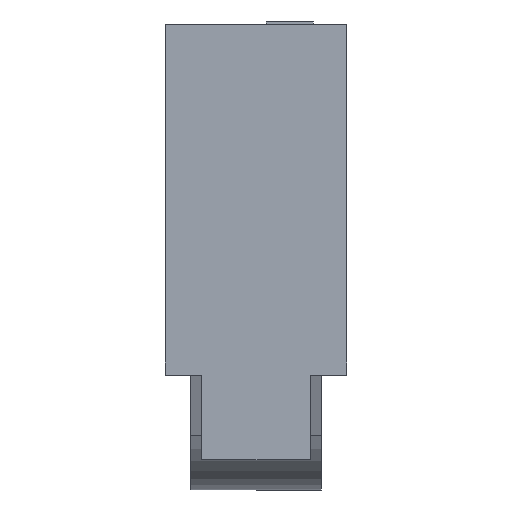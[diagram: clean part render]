
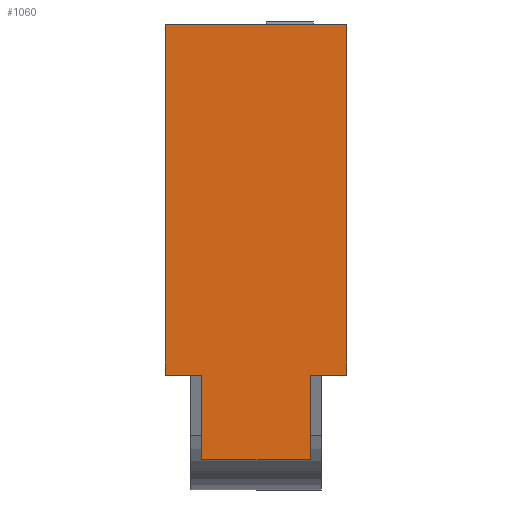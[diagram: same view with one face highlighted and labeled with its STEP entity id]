
A CAD part, left-side view. The second image highlights one B-rep face of the part: STEP entity #1060.
In plain terms, the highlighted planar face has unit normal (-1, 0, 0).
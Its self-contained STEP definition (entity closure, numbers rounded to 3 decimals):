
#374=CARTESIAN_POINT('',(-131.7,-5.6,-8.1));
#375=VERTEX_POINT('',#374);
#392=CARTESIAN_POINT('',(-131.7,-5.6,0.7));
#393=VERTEX_POINT('',#392);
#400=CARTESIAN_POINT('',(-131.7,-5.6,0.7));
#401=DIRECTION('',(0.0,0.0,-1.0));
#402=VECTOR('',#401,8.8);
#403=LINE('',#400,#402);
#404=EDGE_CURVE('',#393,#375,#403,.T.);
#445=CARTESIAN_POINT('',(-131.7,5.6,-8.1));
#446=VERTEX_POINT('',#445);
#453=CARTESIAN_POINT('',(-131.7,5.6,0.7));
#454=VERTEX_POINT('',#453);
#455=CARTESIAN_POINT('',(-131.7,5.6,0.7));
#456=DIRECTION('',(0.0,0.0,-1.0));
#457=VECTOR('',#456,8.8);
#458=LINE('',#455,#457);
#459=EDGE_CURVE('',#454,#446,#458,.T.);
#476=CARTESIAN_POINT('',(-131.7,5.6,-8.1));
#477=DIRECTION('',(0.0,-1.0,0.0));
#478=VECTOR('',#477,11.2);
#479=LINE('',#476,#478);
#480=EDGE_CURVE('',#446,#375,#479,.T.);
#496=CARTESIAN_POINT('',(-131.7,9.4,0.7));
#497=VERTEX_POINT('',#496);
#498=CARTESIAN_POINT('',(-131.7,5.6,0.7));
#499=DIRECTION('',(0.0,1.0,0.0));
#500=VECTOR('',#499,3.8);
#501=LINE('',#498,#500);
#502=EDGE_CURVE('',#454,#497,#501,.T.);
#536=CARTESIAN_POINT('',(-131.7,-9.4,0.7));
#537=VERTEX_POINT('',#536);
#544=CARTESIAN_POINT('',(-131.7,-9.4,0.7));
#545=DIRECTION('',(0.0,1.0,0.0));
#546=VECTOR('',#545,3.8);
#547=LINE('',#544,#546);
#548=EDGE_CURVE('',#537,#393,#547,.T.);
#997=CARTESIAN_POINT('',(-131.7,-9.4,37.));
#998=VERTEX_POINT('',#997);
#1005=CARTESIAN_POINT('',(-131.7,-9.4,0.7));
#1006=DIRECTION('',(0.0,0.0,1.0));
#1007=VECTOR('',#1006,36.3);
#1008=LINE('',#1005,#1007);
#1009=EDGE_CURVE('',#537,#998,#1008,.T.);
#1033=CARTESIAN_POINT('',(-131.7,0.0,37.));
#1034=DIRECTION('',(-1.0,0.0,0.0));
#1035=DIRECTION('',(0.0,0.0,1.0));
#1036=AXIS2_PLACEMENT_3D('',#1033,#1034,#1035);
#1037=PLANE('',#1036);
#1038=CARTESIAN_POINT('',(-131.7,9.4,37.));
#1039=VERTEX_POINT('',#1038);
#1040=CARTESIAN_POINT('',(-131.7,9.4,37.));
#1041=DIRECTION('',(0.0,0.0,-1.0));
#1042=VECTOR('',#1041,36.3);
#1043=LINE('',#1040,#1042);
#1044=EDGE_CURVE('',#1039,#497,#1043,.T.);
#1045=ORIENTED_EDGE('',*,*,#1044,.T.);
#1046=ORIENTED_EDGE('',*,*,#502,.F.);
#1047=ORIENTED_EDGE('',*,*,#459,.T.);
#1048=ORIENTED_EDGE('',*,*,#480,.T.);
#1049=ORIENTED_EDGE('',*,*,#404,.F.);
#1050=ORIENTED_EDGE('',*,*,#548,.F.);
#1051=ORIENTED_EDGE('',*,*,#1009,.T.);
#1052=CARTESIAN_POINT('',(-131.7,9.4,37.));
#1053=DIRECTION('',(0.0,-1.0,0.0));
#1054=VECTOR('',#1053,18.8);
#1055=LINE('',#1052,#1054);
#1056=EDGE_CURVE('',#1039,#998,#1055,.T.);
#1057=ORIENTED_EDGE('',*,*,#1056,.F.);
#1058=EDGE_LOOP('',(#1045,#1046,#1047,#1048,#1049,#1050,#1051,#1057));
#1059=FACE_OUTER_BOUND('',#1058,.T.);
#1060=ADVANCED_FACE('',(#1059),#1037,.T.);
